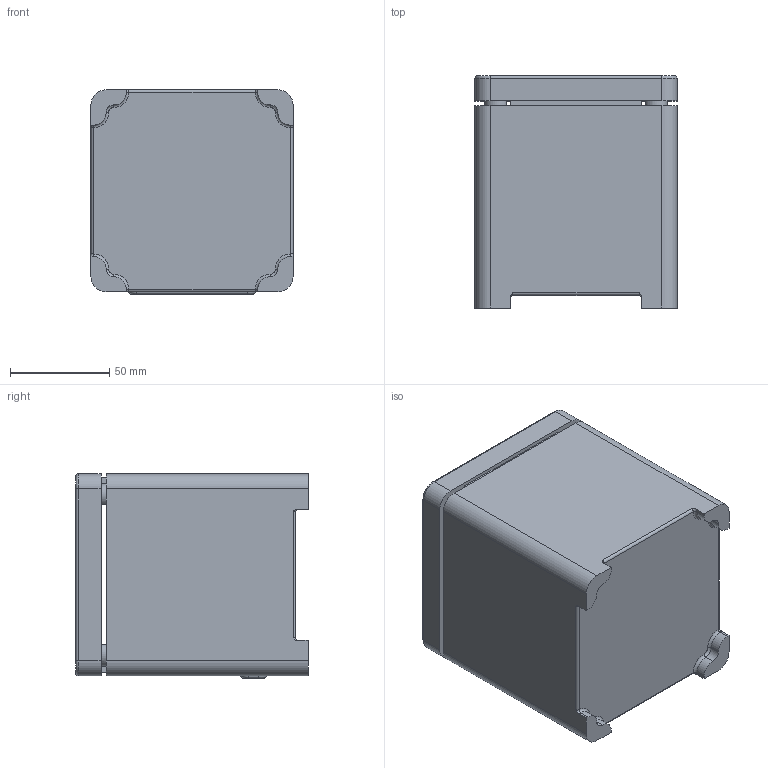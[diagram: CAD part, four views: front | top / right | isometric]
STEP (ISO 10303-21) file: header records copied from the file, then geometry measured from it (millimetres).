
FILE_DESCRIPTION(/* description */ (''),/* implementation_level */ '2;1');
FILE_NAME(/* name */ 'MPSMEnclosure v2.step',/* time_stamp */ '2023-02-13T18:09:24-05:00',/* author */ (''),/* organization */ (''),/* preprocessor_version */ 'ST-DEVELOPER v19.2',/* originating_system */ 'Autodesk Translation Framework v11.17.0.187',/* authorisation */ '');
FILE_SCHEMA (('AUTOMOTIVE_DESIGN { 1 0 10303 214 3 1 1 }'));
Length unit declared in the file: inch
Products named in the file (1): MPSMEnclosure
Bounding box: 101.6 x 116.84 x 102.78 mm (x, y, z)
Volume: 269809 mm3; surface area: 110209.2 mm2
Topology: 2 solids, 2 shells, 148 faces, 373 edges, 233 vertices
Faces by surface type: cylinder 56, plane 52, torus 40
Entity records: 4637 total; most frequent: CARTESIAN_POINT 907, DIRECTION 835, ORIENTED_EDGE 746, EDGE_CURVE 373, AXIS2_PLACEMENT_3D 329, VERTEX_POINT 233, CIRCLE 180, LINE 177
